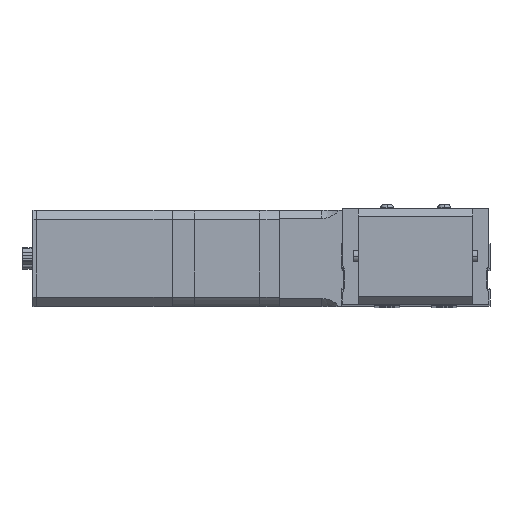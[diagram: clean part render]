
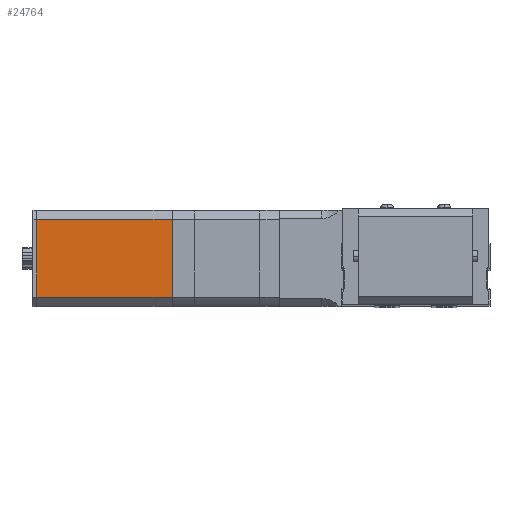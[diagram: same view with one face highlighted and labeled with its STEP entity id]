
A CAD part, top view. The second image highlights one B-rep face of the part: STEP entity #24764.
In plain terms, the highlighted face is planar.
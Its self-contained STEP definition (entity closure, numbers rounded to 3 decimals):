
#63 = DIRECTION ( 'NONE',  ( 0., 1., 0. ) ) ;
#544 = VERTEX_POINT ( 'NONE', #23721 ) ;
#1131 = DIRECTION ( 'NONE',  ( 1., 0., 0. ) ) ;
#1597 = VERTEX_POINT ( 'NONE', #30073 ) ;
#1852 = DIRECTION ( 'NONE',  ( 0., 1., 0. ) ) ;
#4051 = ORIENTED_EDGE ( 'NONE', *, *, #9015, .T. ) ;
#4806 = LINE ( 'NONE', #11833, #30127 ) ;
#4910 = EDGE_LOOP ( 'NONE', ( #4051, #24349, #19724, #10255 ) ) ;
#5020 = VERTEX_POINT ( 'NONE', #15020 ) ;
#5064 = VERTEX_POINT ( 'NONE', #13314 ) ;
#8868 = FACE_OUTER_BOUND ( 'NONE', #4910, .T. ) ;
#8909 = AXIS2_PLACEMENT_3D ( 'NONE', #30062, #1131, #1852 ) ;
#9015 = EDGE_CURVE ( 'NONE', #544, #5020, #11572, .T. ) ;
#9407 = CARTESIAN_POINT ( 'NONE',  ( -31., 17., -47. ) ) ;
#10255 = ORIENTED_EDGE ( 'NONE', *, *, #28134, .T. ) ;
#11572 = LINE ( 'NONE', #9407, #19205 ) ;
#11833 = CARTESIAN_POINT ( 'NONE',  ( -31., -17., -106.25 ) ) ;
#12427 = DIRECTION ( 'NONE',  ( 0., 0., 1. ) ) ;
#13030 = VECTOR ( 'NONE', #23689, 1000. ) ;
#13314 = CARTESIAN_POINT ( 'NONE',  ( -31., -17., -106.25 ) ) ;
#13795 = EDGE_CURVE ( 'NONE', #1597, #5020, #19539, .T. ) ;
#14233 = EDGE_CURVE ( 'NONE', #5064, #1597, #16733, .T. ) ;
#14589 = CARTESIAN_POINT ( 'NONE',  ( -31., 17., -106.25 ) ) ;
#15020 = CARTESIAN_POINT ( 'NONE',  ( -31., 17., -47. ) ) ;
#16733 = LINE ( 'NONE', #19357, #13030 ) ;
#19205 = VECTOR ( 'NONE', #63, 1000. ) ;
#19357 = CARTESIAN_POINT ( 'NONE',  ( -31., 17., -106.25 ) ) ;
#19539 = LINE ( 'NONE', #14589, #21091 ) ;
#19724 = ORIENTED_EDGE ( 'NONE', *, *, #14233, .F. ) ;
#21091 = VECTOR ( 'NONE', #12427, 1000. ) ;
#22227 = PLANE ( 'NONE',  #8909 ) ;
#23689 = DIRECTION ( 'NONE',  ( 0., 1., 0. ) ) ;
#23721 = CARTESIAN_POINT ( 'NONE',  ( -31., -17., -47. ) ) ;
#24349 = ORIENTED_EDGE ( 'NONE', *, *, #13795, .F. ) ;
#24764 = ADVANCED_FACE ( 'NONE', ( #8868 ), #22227, .F. ) ;
#28134 = EDGE_CURVE ( 'NONE', #5064, #544, #4806, .T. ) ;
#28229 = DIRECTION ( 'NONE',  ( 0., 0., 1. ) ) ;
#30062 = CARTESIAN_POINT ( 'NONE',  ( -31., 17., -106.25 ) ) ;
#30073 = CARTESIAN_POINT ( 'NONE',  ( -31., 17., -106.25 ) ) ;
#30127 = VECTOR ( 'NONE', #28229, 1000. ) ;
